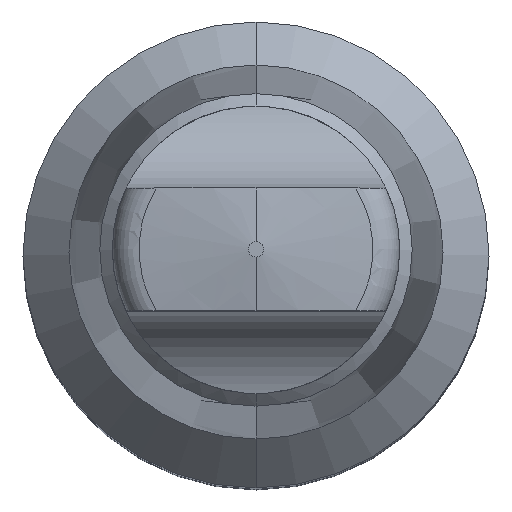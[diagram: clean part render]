
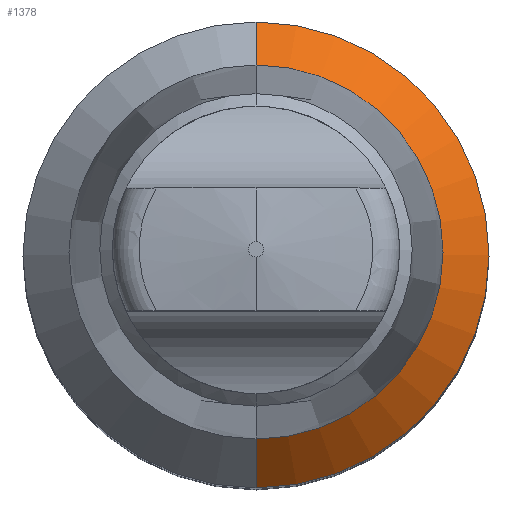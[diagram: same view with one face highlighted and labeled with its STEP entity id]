
A CAD part, top view. The second image highlights one B-rep face of the part: STEP entity #1378.
In plain terms, the highlighted conical face has half-angle 45 degrees and reference radius 13.248 mm.
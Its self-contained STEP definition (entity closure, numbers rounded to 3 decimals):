
#674=CARTESIAN_POINT('',(0.,0.,-110.505));
#675=DIRECTION('',(0.,0.,1.));
#676=DIRECTION('',(0.,-1.,0.));
#677=AXIS2_PLACEMENT_3D('',#674,#675,#676);
#682=CARTESIAN_POINT('',(0.,0.,-114.));
#683=DIRECTION('',(0.,0.,-1.));
#684=DIRECTION('',(0.,1.,0.));
#685=AXIS2_PLACEMENT_3D('',#682,#683,#684);
#690=DIRECTION('',(0.,0.707,-0.707));
#691=VECTOR('',#690,4.943);
#692=CARTESIAN_POINT('',(0.,11.5,-110.505));
#693=LINE('',#692,#691);
#697=DIRECTION('',(0.,-0.707,-0.707));
#698=VECTOR('',#697,4.943);
#699=CARTESIAN_POINT('',(0.,-11.5,-110.505));
#700=LINE('',#699,#698);
#954=CARTESIAN_POINT('',(0.,11.5,-110.505));
#955=CARTESIAN_POINT('',(0.,14.995,-114.));
#956=VERTEX_POINT('',#954);
#957=VERTEX_POINT('',#955);
#960=CARTESIAN_POINT('',(0.,-11.5,-110.505));
#961=CARTESIAN_POINT('',(0.,-14.995,-114.));
#962=VERTEX_POINT('',#960);
#963=VERTEX_POINT('',#961);
#1364=CARTESIAN_POINT('',(0.,0.,-112.253));
#1365=DIRECTION('',(0.,0.,-1.));
#1366=DIRECTION('',(0.,1.,0.));
#1367=AXIS2_PLACEMENT_3D('',#1364,#1365,#1366);
#1368=CONICAL_SURFACE('',#1367,13.248,45.);
#1370=ORIENTED_EDGE('',*,*,#1369,.T.);
#1372=ORIENTED_EDGE('',*,*,#1371,.T.);
#1374=ORIENTED_EDGE('',*,*,#1373,.F.);
#1375=ORIENTED_EDGE('',*,*,#1350,.T.);
#1376=EDGE_LOOP('',(#1370,#1372,#1374,#1375));
#1377=FACE_OUTER_BOUND('',#1376,.F.);
#678=CIRCLE('',#677,11.5);
#686=CIRCLE('',#685,14.995);
#1350=EDGE_CURVE('',#962,#956,#678,.T.);
#1369=EDGE_CURVE('',#956,#957,#693,.T.);
#1371=EDGE_CURVE('',#957,#963,#686,.T.);
#1373=EDGE_CURVE('',#962,#963,#700,.T.);
#1378=ADVANCED_FACE('',(#1377),#1368,.T.);
